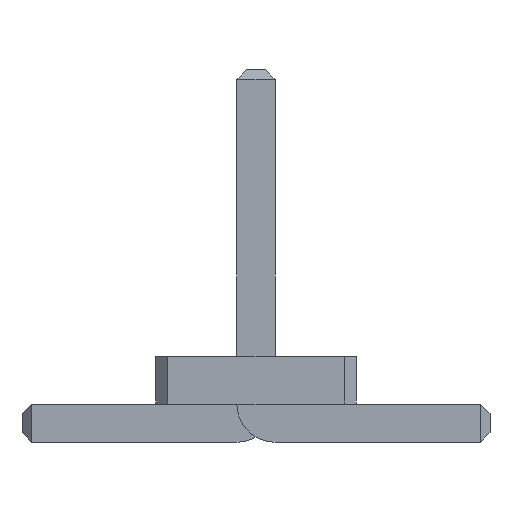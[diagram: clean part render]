
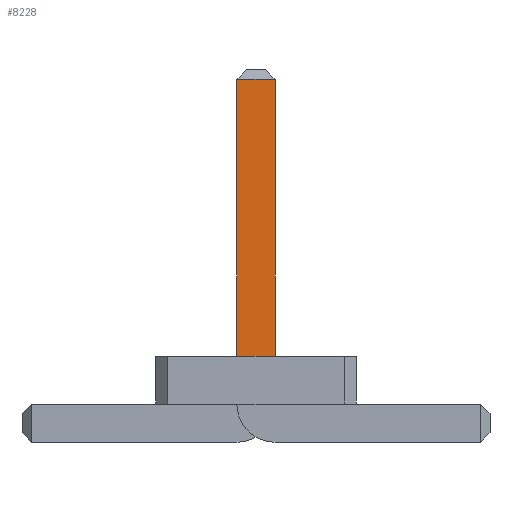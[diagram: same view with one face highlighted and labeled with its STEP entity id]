
A CAD part, front view. The second image highlights one B-rep face of the part: STEP entity #8228.
In plain terms, the highlighted planar face has unit normal (0, -1, 0).
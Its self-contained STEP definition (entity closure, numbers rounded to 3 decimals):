
#3114 = VERTEX_POINT('',#3115);
#3115 = CARTESIAN_POINT('',(0.2,-10.36,0.9));
#3130 = VERTEX_POINT('',#3131);
#3131 = CARTESIAN_POINT('',(-0.2,-10.36,0.9));
#3137 = EDGE_CURVE('',#3114,#3130,#3138,.T.);
#3138 = LINE('',#3139,#3140);
#3139 = CARTESIAN_POINT('',(-0.562,-10.36,0.9));
#3140 = VECTOR('',#3141,1.);
#3141 = DIRECTION('',(-1.,-0.,-0.));
#8210 = VERTEX_POINT('',#8211);
#8211 = CARTESIAN_POINT('',(0.2,-10.36,3.8));
#8217 = EDGE_CURVE('',#8210,#3114,#8218,.T.);
#8218 = LINE('',#8219,#8220);
#8219 = CARTESIAN_POINT('',(0.2,-10.36,3.9));
#8220 = VECTOR('',#8221,1.);
#8221 = DIRECTION('',(0.,0.,-1.));
#8228 = ADVANCED_FACE('',(#8229),#8247,.T.);
#8229 = FACE_BOUND('',#8230,.T.);
#8230 = EDGE_LOOP('',(#8231,#8239,#8240,#8241));
#8231 = ORIENTED_EDGE('',*,*,#8232,.F.);
#8232 = EDGE_CURVE('',#3130,#8233,#8235,.T.);
#8233 = VERTEX_POINT('',#8234);
#8234 = CARTESIAN_POINT('',(-0.2,-10.36,3.8));
#8235 = LINE('',#8236,#8237);
#8236 = CARTESIAN_POINT('',(-0.2,-10.36,0.));
#8237 = VECTOR('',#8238,1.);
#8238 = DIRECTION('',(0.,0.,1.));
#8239 = ORIENTED_EDGE('',*,*,#3137,.F.);
#8240 = ORIENTED_EDGE('',*,*,#8217,.F.);
#8241 = ORIENTED_EDGE('',*,*,#8242,.F.);
#8242 = EDGE_CURVE('',#8233,#8210,#8243,.T.);
#8243 = LINE('',#8244,#8245);
#8244 = CARTESIAN_POINT('',(-0.2,-10.36,3.8));
#8245 = VECTOR('',#8246,1.);
#8246 = DIRECTION('',(1.,0.,0.));
#8247 = PLANE('',#8248);
#8248 = AXIS2_PLACEMENT_3D('',#8249,#8250,#8251);
#8249 = CARTESIAN_POINT('',(-0.2,-10.36,3.9));
#8250 = DIRECTION('',(0.,-1.,0.));
#8251 = DIRECTION('',(0.,0.,-1.));
